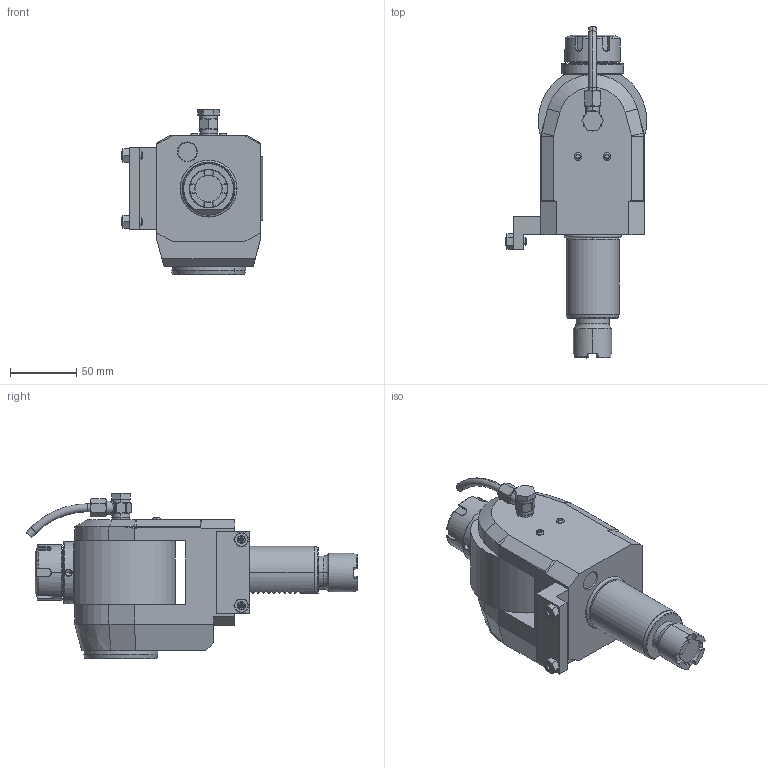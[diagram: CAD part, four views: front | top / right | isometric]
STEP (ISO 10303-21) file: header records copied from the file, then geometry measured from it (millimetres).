
FILE_DESCRIPTION((''),'2;1');
FILE_NAME('NGT1_40_551_25_1_2JD','2023-05-08T',('vali'),('NOVA GRUP'),'PRO/ENGINEER BY PARAMETRIC TECHNOLOGY CORPORATION, 2010280','PRO/ENGINEER BY PARAMETRIC TECHNOLOGY CORPORATION, 2010280','');
FILE_SCHEMA(('CONFIG_CONTROL_DESIGN'));
Length unit declared in the file: millimetre
Products named in the file (1): NGT1_40_551_25_1_2JD
Bounding box: 106.99 x 250.67 x 124.9 mm (x, y, z)
Volume: 950637.9 mm3; surface area: 88417.9 mm2
Topology: 1 solids, 2 shells, 599 faces, 1499 edges, 915 vertices
Faces by surface type: plane 238, cylinder 126, bspline 102, cone 93, torus 40
Entity records: 26248 total; most frequent: CARTESIAN_POINT 13137, ORIENTED_EDGE 2958, DIRECTION 2317, EDGE_CURVE 1479, VERTEX_POINT 915, AXIS2_PLACEMENT_3D 850, EDGE_LOOP 638, VECTOR 617
